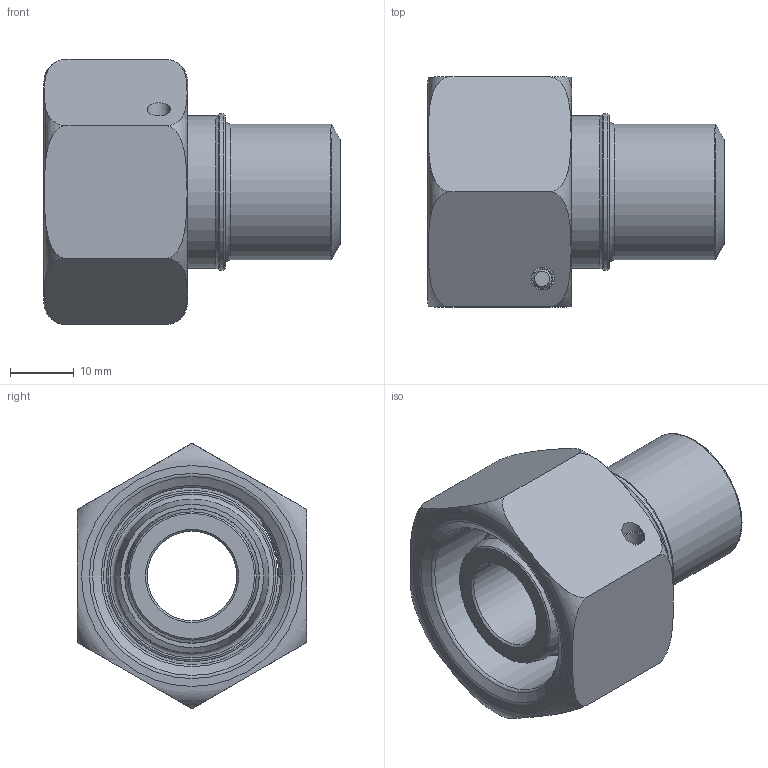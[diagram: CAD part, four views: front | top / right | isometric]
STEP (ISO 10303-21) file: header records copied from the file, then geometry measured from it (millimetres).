
FILE_DESCRIPTION(/* description */ (''),/* implementation_level */ '2;1');
FILE_NAME(/* name */ 'AKS20-21329.stp',/* time_stamp */ '2025-03-05T06:13:16+01:00',/* author */ ('lwesslowski'),/* organization */ (''),/* preprocessor_version */ 'ST-DEVELOPER v19.2',/* originating_system */ 'Autodesk Inventor 2023',/* authorisation */ '');
FILE_SCHEMA (('CONFIG_CONTROL_DESIGN'));
Length unit declared in the file: millimetre
Products named in the file (5): X-AKS20-21329; X-OR-20; X-MT20; X-ST20; Bauteil72
Assembly tree (4 placements, depth 2):
  X-AKS20-21329
    X-OR-20
    X-MT20
    X-ST20
    Bauteil72
Bounding box: 46.4 x 36 x 41.57 mm (x, y, z)
Volume: 21727.3 mm3; surface area: 12815.1 mm2
Topology: 4 solids, 4 shells, 244 faces, 655 edges, 432 vertices
Faces by surface type: plane 185, bspline 20, torus 18, cone 11, cylinder 10
Full cylindrical faces by diameter (mm): 14 x1, 15.5 x1, 21.3 x1, 23.855 x1, 24.455 x1, 26.855 x1, 27.245 x1, 27.8 x1
Entity records: 9677 total; most frequent: CARTESIAN_POINT 3455, ORIENTED_EDGE 1310, DIRECTION 1142, EDGE_CURVE 655, LINE 512, VECTOR 512, VERTEX_POINT 432, AXIS2_PLACEMENT_3D 315
